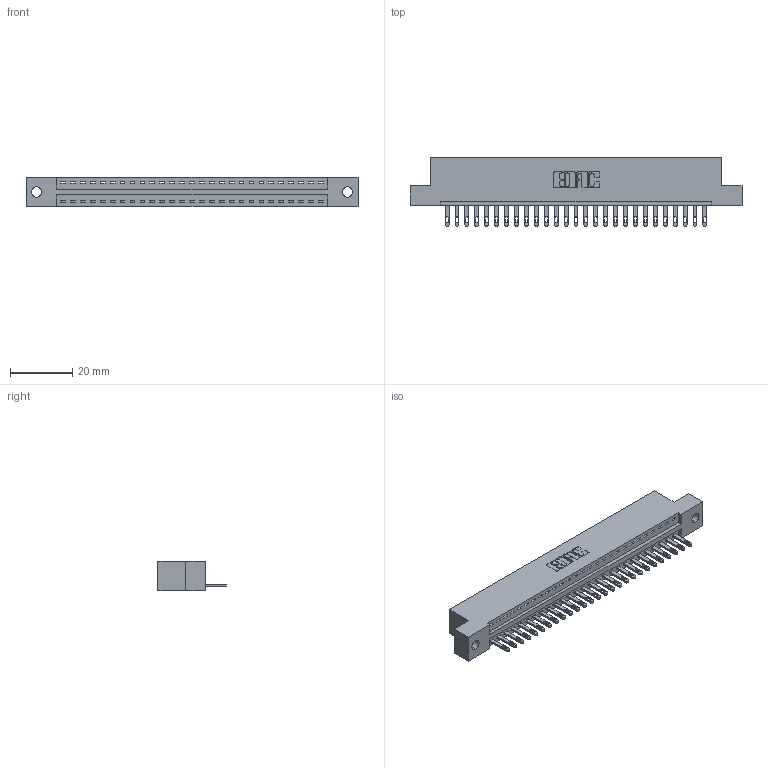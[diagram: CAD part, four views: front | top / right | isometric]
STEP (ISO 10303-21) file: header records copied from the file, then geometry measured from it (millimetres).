
FILE_DESCRIPTION (( 'STEP AP203' ), '1' );
FILE_NAME ('346-027-500-102.STEP', '2018-08-21T23:39:07', ( '' ), ( '' ), 'SwSTEP 2.0', 'SolidWorks 2016', '' );
FILE_SCHEMA (( 'CONFIG_CONTROL_DESIGN' ));
Length unit declared in the file: inch
Products named in the file (3): 346 Part_Flush Mounting Lugs - 0.128 Dia; 345-292-001_345-293-100; 346-027-500-102
Assembly tree (28 placements, depth 2):
  346-027-500-102
    346 Part_Flush Mounting Lugs - 0.128 Dia
    345-292-001_345-293-100  x27
Bounding box: 106.3 x 21.84 x 9.4 mm (x, y, z)
Volume: 10051.8 mm3; surface area: 12193.3 mm2
Topology: 28 solids, 28 shells, 1580 faces, 4865 edges, 3242 vertices
Faces by surface type: plane 994, cylinder 586
Entity records: 18709 total; most frequent: CARTESIAN_POINT 3217, ORIENTED_EDGE 3178, DIRECTION 2859, EDGE_CURVE 1589, VECTOR 1345, LINE 1345, VERTEX_POINT 1058, AXIS2_PLACEMENT_3D 757
